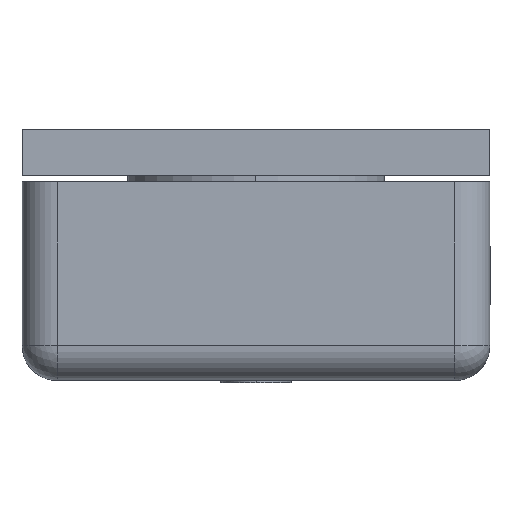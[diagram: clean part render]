
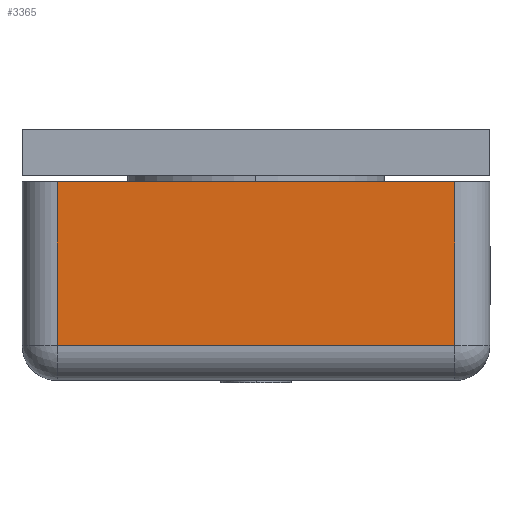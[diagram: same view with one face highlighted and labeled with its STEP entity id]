
A CAD part, left-side view. The second image highlights one B-rep face of the part: STEP entity #3365.
In plain terms, the highlighted planar face has unit normal (-1, 0, 0).
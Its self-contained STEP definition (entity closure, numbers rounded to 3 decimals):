
#814=DIRECTION('',(0.,1.,0.));
#815=VECTOR('',#814,34.);
#816=CARTESIAN_POINT('',(-13.5,-17.,0.));
#817=LINE('',#816,#815);
#1509=DIRECTION('',(0.,0.,1.));
#1510=VECTOR('',#1509,14.);
#1511=CARTESIAN_POINT('',(-13.5,17.,-14.));
#1512=LINE('',#1511,#1510);
#1516=DIRECTION('',(0.,0.,-1.));
#1517=VECTOR('',#1516,14.);
#1518=CARTESIAN_POINT('',(-13.5,-17.,0.));
#1519=LINE('',#1518,#1517);
#1539=DIRECTION('',(0.,-1.,0.));
#1540=VECTOR('',#1539,34.);
#1541=CARTESIAN_POINT('',(-13.5,17.,-14.));
#1542=LINE('',#1541,#1540);
#1891=CARTESIAN_POINT('',(-13.5,17.,0.));
#1893=VERTEX_POINT('',#1891);
#1894=CARTESIAN_POINT('',(-13.5,17.,-14.));
#1895=VERTEX_POINT('',#1894);
#1924=CARTESIAN_POINT('',(-13.5,-17.,-14.));
#1925=VERTEX_POINT('',#1924);
#1926=CARTESIAN_POINT('',(-13.5,-17.,0.));
#1928=VERTEX_POINT('',#1926);
#3352=CARTESIAN_POINT('',(-13.5,-20.,-17.));
#3353=DIRECTION('',(-1.,0.,0.));
#3354=DIRECTION('',(0.,0.,1.));
#3355=AXIS2_PLACEMENT_3D('',#3352,#3353,#3354);
#3356=PLANE('',#3355);
#3357=ORIENTED_EDGE('',*,*,#3337,.T.);
#3358=ORIENTED_EDGE('',*,*,#2341,.F.);
#3360=ORIENTED_EDGE('',*,*,#3359,.T.);
#3362=ORIENTED_EDGE('',*,*,#3361,.F.);
#3363=EDGE_LOOP('',(#3357,#3358,#3360,#3362));
#3364=FACE_OUTER_BOUND('',#3363,.F.);
#2341=EDGE_CURVE('',#1928,#1893,#817,.T.);
#3337=EDGE_CURVE('',#1895,#1893,#1512,.T.);
#3359=EDGE_CURVE('',#1928,#1925,#1519,.T.);
#3361=EDGE_CURVE('',#1895,#1925,#1542,.T.);
#3365=ADVANCED_FACE('',(#3364),#3356,.T.);
